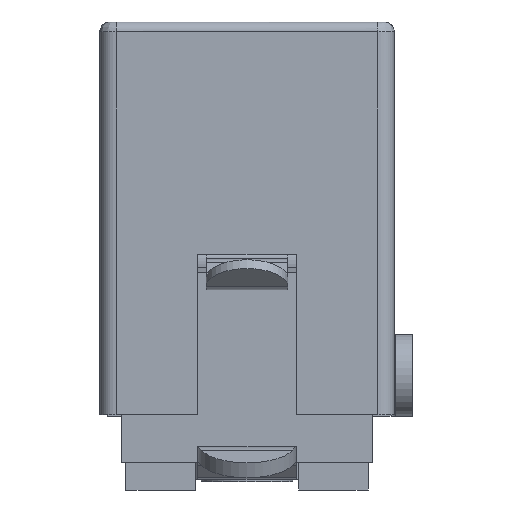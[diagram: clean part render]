
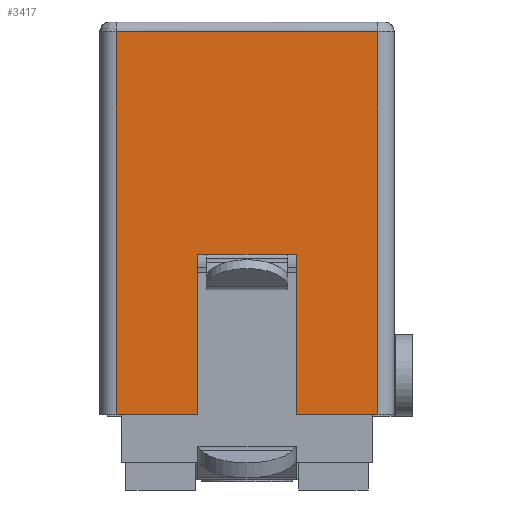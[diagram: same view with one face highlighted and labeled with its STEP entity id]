
A CAD part, front view. The second image highlights one B-rep face of the part: STEP entity #3417.
In plain terms, the highlighted planar face has unit normal (0, -1, 0).
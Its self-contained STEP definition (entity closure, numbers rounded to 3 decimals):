
#589=ORIENTED_EDGE('',*,*,#1336,.F.);
#590=ORIENTED_EDGE('',*,*,#1410,.F.);
#591=ORIENTED_EDGE('',*,*,#1423,.T.);
#592=ORIENTED_EDGE('',*,*,#1396,.T.);
#593=ORIENTED_EDGE('',*,*,#1382,.T.);
#594=ORIENTED_EDGE('',*,*,#1414,.F.);
#595=ORIENTED_EDGE('',*,*,#1428,.F.);
#596=ORIENTED_EDGE('',*,*,#1383,.T.);
#1336=EDGE_CURVE('',#1807,#1804,#2131,.T.);
#1382=EDGE_CURVE('',#1840,#1842,#2168,.T.);
#1383=EDGE_CURVE('',#1793,#1804,#2169,.T.);
#1396=EDGE_CURVE('',#1849,#1840,#2181,.T.);
#1410=EDGE_CURVE('',#1856,#1807,#2193,.T.);
#1414=EDGE_CURVE('',#1857,#1842,#2196,.T.);
#1423=EDGE_CURVE('',#1856,#1849,#2203,.T.);
#1428=EDGE_CURVE('',#1793,#1857,#2206,.T.);
#1793=VERTEX_POINT('',#5023);
#1804=VERTEX_POINT('',#5072);
#1807=VERTEX_POINT('',#5077);
#1840=VERTEX_POINT('',#5173);
#1842=VERTEX_POINT('',#5177);
#1849=VERTEX_POINT('',#5208);
#1856=VERTEX_POINT('',#5235);
#1857=VERTEX_POINT('',#5241);
#2131=LINE('',#5078,#2478);
#2168=LINE('',#5178,#2515);
#2169=LINE('',#5180,#2516);
#2181=LINE('',#5207,#2528);
#2193=LINE('',#5236,#2540);
#2196=LINE('',#5242,#2543);
#2203=LINE('',#5279,#2550);
#2206=LINE('',#5307,#2553);
#2478=VECTOR('',#4068,1000.);
#2515=VECTOR('',#4141,1000.);
#2516=VECTOR('',#4144,1000.);
#2528=VECTOR('',#4166,1000.);
#2540=VECTOR('',#4188,1000.);
#2543=VECTOR('',#4195,1000.);
#2550=VECTOR('',#4218,1000.);
#2553=VECTOR('',#4231,1000.);
#2830=EDGE_LOOP('',(#589,#590,#591,#592,#593,#594,#595,#596));
#3065=FACE_BOUND('',#2830,.T.);
#3277=PLANE('',#3710);
#3417=ADVANCED_FACE('',(#3065),#3277,.T.);
#3710=AXIS2_PLACEMENT_3D('',#5306,#4229,#4230);
#4068=DIRECTION('',(0.,0.,1.));
#4141=DIRECTION('',(0.,0.,-1.));
#4144=DIRECTION('',(-1.,0.,0.));
#4166=DIRECTION('',(1.,0.,0.));
#4188=DIRECTION('',(-1.,0.,0.));
#4195=DIRECTION('',(-1.,0.,0.));
#4218=DIRECTION('',(0.,0.,1.));
#4229=DIRECTION('',(0.,-1.,0.));
#4230=DIRECTION('',(0.,0.,-1.));
#4231=DIRECTION('',(0.,0.,-1.));
#5023=CARTESIAN_POINT('',(4.,0.,-0.3));
#5072=CARTESIAN_POINT('',(-4.,0.,-0.3));
#5077=CARTESIAN_POINT('',(-4.,0.,-12.));
#5078=CARTESIAN_POINT('',(-4.,0.,-12.));
#5173=CARTESIAN_POINT('',(1.5,0.,-7.1));
#5177=CARTESIAN_POINT('',(1.5,0.,-12.));
#5178=CARTESIAN_POINT('',(1.5,0.,-0.3));
#5180=CARTESIAN_POINT('',(-4.,0.,-0.3));
#5207=CARTESIAN_POINT('',(-4.,0.,-7.1));
#5208=CARTESIAN_POINT('',(-1.5,0.,-7.1));
#5235=CARTESIAN_POINT('',(-1.5,0.,-12.));
#5236=CARTESIAN_POINT('',(4.5,0.,-12.));
#5241=CARTESIAN_POINT('',(4.,0.,-12.));
#5242=CARTESIAN_POINT('',(4.5,0.,-12.));
#5279=CARTESIAN_POINT('',(-1.5,0.,-0.3));
#5306=CARTESIAN_POINT('',(-4.,0.,-0.3));
#5307=CARTESIAN_POINT('',(4.,0.,-12.));
